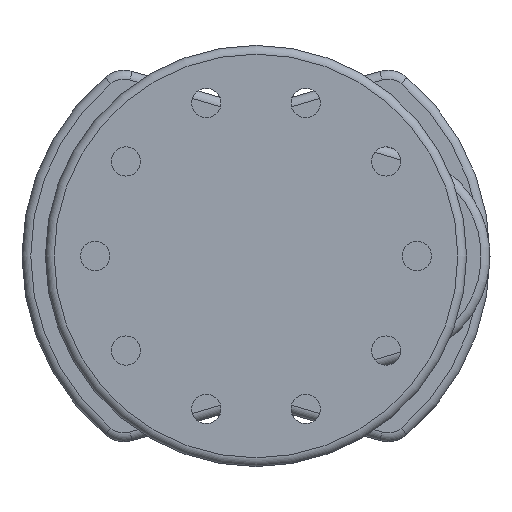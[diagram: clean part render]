
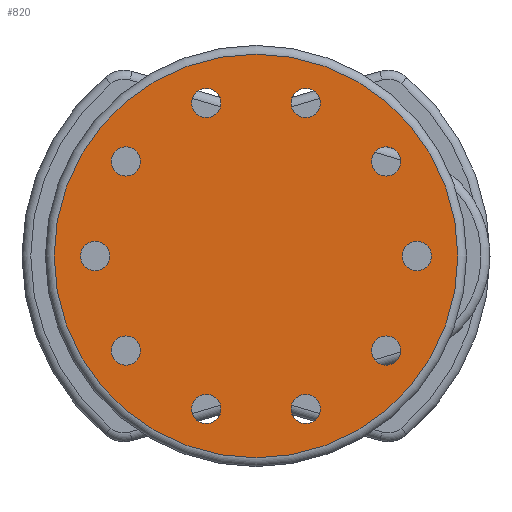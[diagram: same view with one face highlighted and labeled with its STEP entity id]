
A CAD part, left-side view. The second image highlights one B-rep face of the part: STEP entity #820.
In plain terms, the highlighted planar face has unit normal (-1, 0, 0).
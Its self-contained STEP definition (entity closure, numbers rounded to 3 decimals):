
#69 = CARTESIAN_POINT ( 'NONE',  ( -471., -16.996, 57.308 ) ) ;
#102 = CARTESIAN_POINT ( 'NONE',  ( -471., 44.496, 37.328 ) ) ;
#121 = CARTESIAN_POINT ( 'NONE',  ( -471., 55., 0. ) ) ;
#169 = CIRCLE ( 'NONE', #4739, 5. ) ;
#304 = DIRECTION ( 'NONE',  ( -1., 0., 0. ) ) ;
#355 = AXIS2_PLACEMENT_3D ( 'NONE', #4001, #1771, #1822 ) ;
#413 = EDGE_CURVE ( 'NONE', #4115, #4115, #972, .T. ) ;
#445 = EDGE_CURVE ( 'NONE', #4616, #4616, #169, .T. ) ;
#486 = DIRECTION ( 'NONE',  ( 0., 0., 1. ) ) ;
#524 = PLANE ( 'NONE',  #1398 ) ;
#558 = FACE_BOUND ( 'NONE', #4749, .T. ) ;
#801 = CIRCLE ( 'NONE', #3335, 5. ) ;
#806 = DIRECTION ( 'NONE',  ( 0., 0., 1. ) ) ;
#820 = ADVANCED_FACE ( 'NONE', ( #4005, #976, #2780, #3590, #2596, #2628, #3913, #4294, #558, #4331, #1496 ), #524, .T. ) ;
#879 = VERTEX_POINT ( 'NONE', #69 ) ;
#904 = CARTESIAN_POINT ( 'NONE',  ( -471., -44.496, -32.328 ) ) ;
#936 = DIRECTION ( 'NONE',  ( -1., 0., 0. ) ) ;
#943 = VERTEX_POINT ( 'NONE', #1027 ) ;
#972 = CIRCLE ( 'NONE', #2699, 5. ) ;
#976 = FACE_BOUND ( 'NONE', #1219, .T. ) ;
#1003 = DIRECTION ( 'NONE',  ( -1., 0., 0. ) ) ;
#1027 = CARTESIAN_POINT ( 'NONE',  ( -471., 0., 69. ) ) ;
#1054 = EDGE_CURVE ( 'NONE', #2896, #2896, #1217, .T. ) ;
#1072 = CIRCLE ( 'NONE', #355, 5. ) ;
#1191 = CARTESIAN_POINT ( 'NONE',  ( -471., 44.496, -32.328 ) ) ;
#1213 = ORIENTED_EDGE ( 'NONE', *, *, #1766, .F. ) ;
#1217 = CIRCLE ( 'NONE', #1474, 5. ) ;
#1219 = EDGE_LOOP ( 'NONE', ( #4003 ) ) ;
#1238 = DIRECTION ( 'NONE',  ( 0., 0., 1. ) ) ;
#1281 = VERTEX_POINT ( 'NONE', #102 ) ;
#1295 = DIRECTION ( 'NONE',  ( -1., 0., 0. ) ) ;
#1336 = CIRCLE ( 'NONE', #4343, 5. ) ;
#1365 = VERTEX_POINT ( 'NONE', #4635 ) ;
#1385 = EDGE_LOOP ( 'NONE', ( #4832 ) ) ;
#1387 = CARTESIAN_POINT ( 'NONE',  ( -471., -55., 5. ) ) ;
#1398 = AXIS2_PLACEMENT_3D ( 'NONE', #3879, #3182, #3436 ) ;
#1474 = AXIS2_PLACEMENT_3D ( 'NONE', #2822, #3295, #3674 ) ;
#1496 = FACE_BOUND ( 'NONE', #3213, .T. ) ;
#1517 = CIRCLE ( 'NONE', #3274, 5. ) ;
#1663 = ORIENTED_EDGE ( 'NONE', *, *, #5240, .F. ) ;
#1717 = CARTESIAN_POINT ( 'NONE',  ( -471., -44.496, -27.328 ) ) ;
#1752 = EDGE_LOOP ( 'NONE', ( #5064 ) ) ;
#1766 = EDGE_CURVE ( 'NONE', #1365, #1365, #2702, .T. ) ;
#1771 = DIRECTION ( 'NONE',  ( -1., 0., 0. ) ) ;
#1822 = DIRECTION ( 'NONE',  ( 0., 0., 1. ) ) ;
#1920 = ORIENTED_EDGE ( 'NONE', *, *, #2462, .F. ) ;
#2143 = EDGE_CURVE ( 'NONE', #3014, #3014, #801, .T. ) ;
#2255 = VERTEX_POINT ( 'NONE', #5397 ) ;
#2267 = EDGE_LOOP ( 'NONE', ( #1663 ) ) ;
#2310 = CARTESIAN_POINT ( 'NONE',  ( -471., -44.496, 32.328 ) ) ;
#2363 = DIRECTION ( 'NONE',  ( -1., 0., 0. ) ) ;
#2407 = ORIENTED_EDGE ( 'NONE', *, *, #3141, .F. ) ;
#2462 = EDGE_CURVE ( 'NONE', #1281, #1281, #1072, .T. ) ;
#2542 = CIRCLE ( 'NONE', #3087, 5. ) ;
#2596 = FACE_BOUND ( 'NONE', #3516, .T. ) ;
#2628 = FACE_BOUND ( 'NONE', #1385, .T. ) ;
#2650 = VERTEX_POINT ( 'NONE', #1717 ) ;
#2699 = AXIS2_PLACEMENT_3D ( 'NONE', #4150, #304, #4099 ) ;
#2702 = CIRCLE ( 'NONE', #4038, 5. ) ;
#2735 = CIRCLE ( 'NONE', #5391, 69. ) ;
#2780 = FACE_BOUND ( 'NONE', #3820, .T. ) ;
#2803 = EDGE_LOOP ( 'NONE', ( #1920 ) ) ;
#2822 = CARTESIAN_POINT ( 'NONE',  ( -471., 16.996, -52.308 ) ) ;
#2896 = VERTEX_POINT ( 'NONE', #4588 ) ;
#2941 = DIRECTION ( 'NONE',  ( 0., 0., 1. ) ) ;
#2948 = EDGE_LOOP ( 'NONE', ( #1213 ) ) ;
#3014 = VERTEX_POINT ( 'NONE', #5084 ) ;
#3019 = CARTESIAN_POINT ( 'NONE',  ( -471., 0., 0. ) ) ;
#3032 = EDGE_LOOP ( 'NONE', ( #2407 ) ) ;
#3087 = AXIS2_PLACEMENT_3D ( 'NONE', #3593, #2363, #5274 ) ;
#3141 = EDGE_CURVE ( 'NONE', #879, #879, #2542, .T. ) ;
#3182 = DIRECTION ( 'NONE',  ( -1., 0., 0. ) ) ;
#3213 = EDGE_LOOP ( 'NONE', ( #5275 ) ) ;
#3274 = AXIS2_PLACEMENT_3D ( 'NONE', #3760, #1003, #4757 ) ;
#3275 = DIRECTION ( 'NONE',  ( -1., 0., 0. ) ) ;
#3295 = DIRECTION ( 'NONE',  ( -1., 0., 0. ) ) ;
#3322 = CARTESIAN_POINT ( 'NONE',  ( -471., -16.996, -52.308 ) ) ;
#3334 = ORIENTED_EDGE ( 'NONE', *, *, #413, .F. ) ;
#3335 = AXIS2_PLACEMENT_3D ( 'NONE', #121, #1295, #2941 ) ;
#3378 = ORIENTED_EDGE ( 'NONE', *, *, #3853, .F. ) ;
#3399 = VERTEX_POINT ( 'NONE', #1387 ) ;
#3436 = DIRECTION ( 'NONE',  ( 0., 0., 1. ) ) ;
#3516 = EDGE_LOOP ( 'NONE', ( #3334 ) ) ;
#3590 = FACE_BOUND ( 'NONE', #2948, .T. ) ;
#3593 = CARTESIAN_POINT ( 'NONE',  ( -471., -16.996, 52.308 ) ) ;
#3610 = EDGE_CURVE ( 'NONE', #3399, #3399, #1517, .T. ) ;
#3674 = DIRECTION ( 'NONE',  ( 0., 0., 1. ) ) ;
#3754 = CARTESIAN_POINT ( 'NONE',  ( -471., 16.996, 57.308 ) ) ;
#3760 = CARTESIAN_POINT ( 'NONE',  ( -471., -55., 0. ) ) ;
#3820 = EDGE_LOOP ( 'NONE', ( #3378 ) ) ;
#3853 = EDGE_CURVE ( 'NONE', #2650, #2650, #1336, .T. ) ;
#3879 = CARTESIAN_POINT ( 'NONE',  ( -471., 0., 0. ) ) ;
#3913 = FACE_BOUND ( 'NONE', #2803, .T. ) ;
#4001 = CARTESIAN_POINT ( 'NONE',  ( -471., 44.496, 32.328 ) ) ;
#4003 = ORIENTED_EDGE ( 'NONE', *, *, #1054, .F. ) ;
#4005 = FACE_OUTER_BOUND ( 'NONE', #1752, .T. ) ;
#4038 = AXIS2_PLACEMENT_3D ( 'NONE', #2310, #4512, #5363 ) ;
#4053 = ORIENTED_EDGE ( 'NONE', *, *, #3610, .F. ) ;
#4099 = DIRECTION ( 'NONE',  ( 0., 0., 1. ) ) ;
#4115 = VERTEX_POINT ( 'NONE', #3754 ) ;
#4150 = CARTESIAN_POINT ( 'NONE',  ( -471., 16.996, 52.308 ) ) ;
#4160 = DIRECTION ( 'NONE',  ( 0., 0., 1. ) ) ;
#4243 = EDGE_CURVE ( 'NONE', #943, #943, #2735, .T. ) ;
#4294 = FACE_BOUND ( 'NONE', #3032, .T. ) ;
#4331 = FACE_BOUND ( 'NONE', #2267, .T. ) ;
#4343 = AXIS2_PLACEMENT_3D ( 'NONE', #904, #936, #486 ) ;
#4345 = AXIS2_PLACEMENT_3D ( 'NONE', #3322, #5398, #1238 ) ;
#4512 = DIRECTION ( 'NONE',  ( -1., 0., 0. ) ) ;
#4558 = CARTESIAN_POINT ( 'NONE',  ( -471., 44.496, -27.328 ) ) ;
#4588 = CARTESIAN_POINT ( 'NONE',  ( -471., 16.996, -47.308 ) ) ;
#4616 = VERTEX_POINT ( 'NONE', #4558 ) ;
#4635 = CARTESIAN_POINT ( 'NONE',  ( -471., -44.496, 37.328 ) ) ;
#4703 = DIRECTION ( 'NONE',  ( -1., 0., 0. ) ) ;
#4739 = AXIS2_PLACEMENT_3D ( 'NONE', #1191, #3275, #806 ) ;
#4749 = EDGE_LOOP ( 'NONE', ( #4053 ) ) ;
#4757 = DIRECTION ( 'NONE',  ( 0., 0., 1. ) ) ;
#4832 = ORIENTED_EDGE ( 'NONE', *, *, #2143, .F. ) ;
#5064 = ORIENTED_EDGE ( 'NONE', *, *, #4243, .T. ) ;
#5084 = CARTESIAN_POINT ( 'NONE',  ( -471., 55., 5. ) ) ;
#5240 = EDGE_CURVE ( 'NONE', #2255, #2255, #5390, .T. ) ;
#5274 = DIRECTION ( 'NONE',  ( 0., 0., 1. ) ) ;
#5275 = ORIENTED_EDGE ( 'NONE', *, *, #445, .F. ) ;
#5363 = DIRECTION ( 'NONE',  ( 0., 0., 1. ) ) ;
#5390 = CIRCLE ( 'NONE', #4345, 5. ) ;
#5391 = AXIS2_PLACEMENT_3D ( 'NONE', #3019, #4703, #4160 ) ;
#5397 = CARTESIAN_POINT ( 'NONE',  ( -471., -16.996, -47.308 ) ) ;
#5398 = DIRECTION ( 'NONE',  ( -1., 0., 0. ) ) ;
